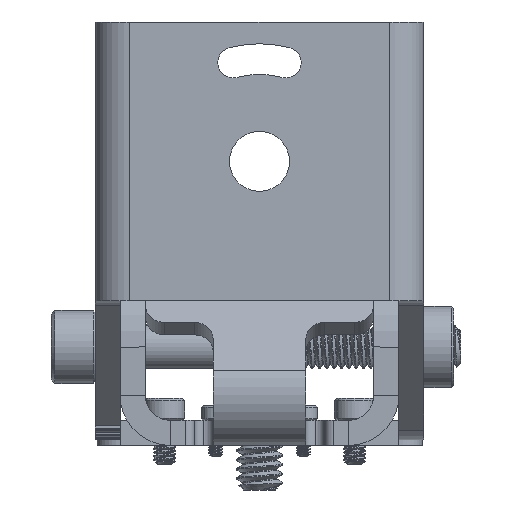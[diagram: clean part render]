
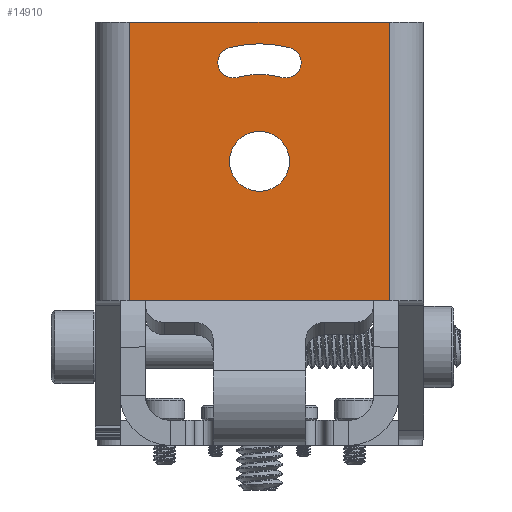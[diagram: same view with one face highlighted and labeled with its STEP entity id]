
A CAD part, front view. The second image highlights one B-rep face of the part: STEP entity #14910.
In plain terms, the highlighted planar face has unit normal (0, -1, 0).
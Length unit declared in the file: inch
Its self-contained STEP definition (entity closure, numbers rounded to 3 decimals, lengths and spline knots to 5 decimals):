
#647 = AXIS2_PLACEMENT_3D ( 'NONE', #6633, #25838, #19131 ) ;
#748 = ORIENTED_EDGE ( 'NONE', *, *, #5963, .F. ) ;
#1051 = CARTESIAN_POINT ( 'NONE',  ( -0.14235, 0., 0.53126 ) ) ;
#1227 = EDGE_CURVE ( 'NONE', #23403, #5650, #39628, .T. ) ;
#1278 = CARTESIAN_POINT ( 'NONE',  ( -0.75, 0., -0.75 ) ) ;
#1637 = CARTESIAN_POINT ( 'NONE',  ( -0.7, 0., 0.75 ) ) ;
#1786 = VERTEX_POINT ( 'NONE', #20048 ) ;
#2456 = EDGE_LOOP ( 'NONE', ( #24508, #3345, #748, #4060, #14067, #17173 ) ) ;
#2750 = VECTOR ( 'NONE', #31883, 39.37008 ) ;
#3345 = ORIENTED_EDGE ( 'NONE', *, *, #35329, .F. ) ;
#3918 = CARTESIAN_POINT ( 'NONE',  ( 0., 0., 0. ) ) ;
#4060 = ORIENTED_EDGE ( 'NONE', *, *, #25949, .F. ) ;
#4104 = CARTESIAN_POINT ( 'NONE',  ( -0.121, 0., 0.45157 ) ) ;
#4342 = DIRECTION ( 'NONE',  ( 0., 1., 0. ) ) ;
#4848 = VECTOR ( 'NONE', #26221, 39.37008 ) ;
#5468 = EDGE_LOOP ( 'NONE', ( #16946, #6739 ) ) ;
#5650 = VERTEX_POINT ( 'NONE', #28885 ) ;
#5905 = CARTESIAN_POINT ( 'NONE',  ( 0., 0., 0. ) ) ;
#5963 = EDGE_CURVE ( 'NONE', #22999, #29918, #6679, .T. ) ;
#6633 = CARTESIAN_POINT ( 'NONE',  ( 0., 0., 0. ) ) ;
#6679 = CIRCLE ( 'NONE', #37964, 0.6325 ) ;
#6739 = ORIENTED_EDGE ( 'NONE', *, *, #24111, .T. ) ;
#6794 = PLANE ( 'NONE',  #32676 ) ;
#6989 = FACE_OUTER_BOUND ( 'NONE', #26768, .T. ) ;
#7100 = CARTESIAN_POINT ( 'NONE',  ( -0.1637, 0., 0.61095 ) ) ;
#7468 = CARTESIAN_POINT ( 'NONE',  ( -0.75, 0., 0.75 ) ) ;
#8148 = CIRCLE ( 'NONE', #29695, 0.0825 ) ;
#9004 = AXIS2_PLACEMENT_3D ( 'NONE', #17012, #4342, #19703 ) ;
#9497 = VECTOR ( 'NONE', #19366, 39.37008 ) ;
#9554 = VERTEX_POINT ( 'NONE', #37757 ) ;
#10199 = CIRCLE ( 'NONE', #23275, 0.4675 ) ;
#10269 = CARTESIAN_POINT ( 'NONE',  ( 0., 0., 0.4675 ) ) ;
#10740 = CARTESIAN_POINT ( 'NONE',  ( 0.1637, 0., 0.61095 ) ) ;
#11295 = CARTESIAN_POINT ( 'NONE',  ( 0., 0., 0. ) ) ;
#11717 = VERTEX_POINT ( 'NONE', #4104 ) ;
#12483 = AXIS2_PLACEMENT_3D ( 'NONE', #24794, #17870, #37210 ) ;
#14067 = ORIENTED_EDGE ( 'NONE', *, *, #20171, .F. ) ;
#14719 = EDGE_CURVE ( 'NONE', #11717, #22989, #20978, .T. ) ;
#14910 = ADVANCED_FACE ( 'NONE', ( #27513, #27730, #6989 ), #6794, .F. ) ;
#16946 = ORIENTED_EDGE ( 'NONE', *, *, #1227, .T. ) ;
#17012 = CARTESIAN_POINT ( 'NONE',  ( 0., 0., 0. ) ) ;
#17017 = CARTESIAN_POINT ( 'NONE',  ( 0., 0., 0.6325 ) ) ;
#17173 = ORIENTED_EDGE ( 'NONE', *, *, #30500, .F. ) ;
#17609 = CIRCLE ( 'NONE', #647, 0.1615 ) ;
#17788 = DIRECTION ( 'NONE',  ( 0., 0., 1. ) ) ;
#17870 = DIRECTION ( 'NONE',  ( 0., -1., 0. ) ) ;
#18757 = VERTEX_POINT ( 'NONE', #27010 ) ;
#19005 = LINE ( 'NONE', #28997, #33216 ) ;
#19131 = DIRECTION ( 'NONE',  ( 0., 0., 1. ) ) ;
#19366 = DIRECTION ( 'NONE',  ( 1., 0., 0. ) ) ;
#19466 = DIRECTION ( 'NONE',  ( 0., -1., 0. ) ) ;
#19703 = DIRECTION ( 'NONE',  ( 0., 0., 1. ) ) ;
#19748 = ORIENTED_EDGE ( 'NONE', *, *, #19807, .F. ) ;
#19807 = EDGE_CURVE ( 'NONE', #37305, #9554, #29299, .T. ) ;
#20048 = CARTESIAN_POINT ( 'NONE',  ( 0.7, 0., 0.75 ) ) ;
#20171 = EDGE_CURVE ( 'NONE', #18757, #32252, #8148, .T. ) ;
#20978 = CIRCLE ( 'NONE', #23558, 0.4675 ) ;
#22676 = DIRECTION ( 'NONE',  ( 0., 1., 0. ) ) ;
#22989 = VERTEX_POINT ( 'NONE', #10269 ) ;
#22999 = VERTEX_POINT ( 'NONE', #17017 ) ;
#23219 = LINE ( 'NONE', #7468, #9497 ) ;
#23275 = AXIS2_PLACEMENT_3D ( 'NONE', #29013, #22676, #31662 ) ;
#23403 = VERTEX_POINT ( 'NONE', #37994 ) ;
#23558 = AXIS2_PLACEMENT_3D ( 'NONE', #11295, #33813, #33612 ) ;
#23574 = ORIENTED_EDGE ( 'NONE', *, *, #28843, .T. ) ;
#23852 = DIRECTION ( 'NONE',  ( 0., -1., 0. ) ) ;
#24111 = EDGE_CURVE ( 'NONE', #5650, #23403, #17609, .T. ) ;
#24445 = DIRECTION ( 'NONE',  ( 0., 1., 0. ) ) ;
#24494 = CIRCLE ( 'NONE', #32951, 0.0825 ) ;
#24508 = ORIENTED_EDGE ( 'NONE', *, *, #14719, .F. ) ;
#24794 = CARTESIAN_POINT ( 'NONE',  ( 0., 0., 0. ) ) ;
#25838 = DIRECTION ( 'NONE',  ( 0., 1., 0. ) ) ;
#25949 = EDGE_CURVE ( 'NONE', #32252, #22999, #36598, .T. ) ;
#26030 = CARTESIAN_POINT ( 'NONE',  ( 0.7, 0., -0.75 ) ) ;
#26221 = DIRECTION ( 'NONE',  ( -1., 0., 0. ) ) ;
#26435 = EDGE_CURVE ( 'NONE', #36194, #9554, #28046, .T. ) ;
#26768 = EDGE_LOOP ( 'NONE', ( #23574, #28972, #36777, #19748 ) ) ;
#27010 = CARTESIAN_POINT ( 'NONE',  ( 0.121, 0., 0.45157 ) ) ;
#27131 = DIRECTION ( 'NONE',  ( 0., 0., 1. ) ) ;
#27513 = FACE_BOUND ( 'NONE', #2456, .T. ) ;
#27730 = FACE_BOUND ( 'NONE', #5468, .T. ) ;
#28046 = LINE ( 'NONE', #37773, #2750 ) ;
#28843 = EDGE_CURVE ( 'NONE', #37305, #1786, #19005, .T. ) ;
#28885 = CARTESIAN_POINT ( 'NONE',  ( 0., 0., -0.1615 ) ) ;
#28972 = ORIENTED_EDGE ( 'NONE', *, *, #35628, .F. ) ;
#28997 = CARTESIAN_POINT ( 'NONE',  ( 0.7, 0., -0.75 ) ) ;
#29013 = CARTESIAN_POINT ( 'NONE',  ( 0., 0., 0. ) ) ;
#29299 = LINE ( 'NONE', #1278, #4848 ) ;
#29695 = AXIS2_PLACEMENT_3D ( 'NONE', #30785, #23852, #27131 ) ;
#29918 = VERTEX_POINT ( 'NONE', #7100 ) ;
#30500 = EDGE_CURVE ( 'NONE', #22989, #18757, #10199, .T. ) ;
#30785 = CARTESIAN_POINT ( 'NONE',  ( 0.14235, 0., 0.53126 ) ) ;
#31662 = DIRECTION ( 'NONE',  ( 0., 0., 1. ) ) ;
#31883 = DIRECTION ( 'NONE',  ( 0., 0., -1. ) ) ;
#32252 = VERTEX_POINT ( 'NONE', #10740 ) ;
#32676 = AXIS2_PLACEMENT_3D ( 'NONE', #3918, #24445, #34772 ) ;
#32951 = AXIS2_PLACEMENT_3D ( 'NONE', #1051, #19466, #38809 ) ;
#33216 = VECTOR ( 'NONE', #37546, 39.37008 ) ;
#33277 = DIRECTION ( 'NONE',  ( 0., -1., 0. ) ) ;
#33612 = DIRECTION ( 'NONE',  ( 0., 0., 1. ) ) ;
#33813 = DIRECTION ( 'NONE',  ( 0., 1., 0. ) ) ;
#34772 = DIRECTION ( 'NONE',  ( 0., 0., 1. ) ) ;
#35329 = EDGE_CURVE ( 'NONE', #29918, #11717, #24494, .T. ) ;
#35628 = EDGE_CURVE ( 'NONE', #36194, #1786, #23219, .T. ) ;
#36194 = VERTEX_POINT ( 'NONE', #1637 ) ;
#36598 = CIRCLE ( 'NONE', #12483, 0.6325 ) ;
#36777 = ORIENTED_EDGE ( 'NONE', *, *, #26435, .T. ) ;
#37210 = DIRECTION ( 'NONE',  ( 0., 0., 1. ) ) ;
#37305 = VERTEX_POINT ( 'NONE', #26030 ) ;
#37546 = DIRECTION ( 'NONE',  ( 0., 0., 1. ) ) ;
#37757 = CARTESIAN_POINT ( 'NONE',  ( -0.7, 0., -0.75 ) ) ;
#37773 = CARTESIAN_POINT ( 'NONE',  ( -0.7, 0., 0.75 ) ) ;
#37964 = AXIS2_PLACEMENT_3D ( 'NONE', #5905, #33277, #17788 ) ;
#37994 = CARTESIAN_POINT ( 'NONE',  ( 0., 0., 0.1615 ) ) ;
#38809 = DIRECTION ( 'NONE',  ( 0., 0., 1. ) ) ;
#39628 = CIRCLE ( 'NONE', #9004, 0.1615 ) ;
